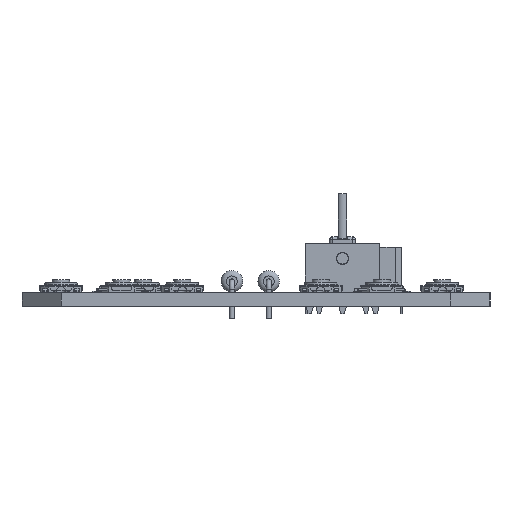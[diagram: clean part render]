
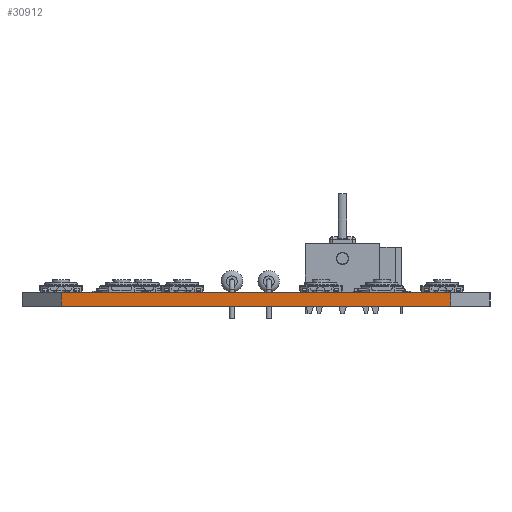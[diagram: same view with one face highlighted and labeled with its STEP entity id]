
A CAD part, front view. The second image highlights one B-rep face of the part: STEP entity #30912.
In plain terms, the highlighted planar face has unit normal (0, -1, 0).
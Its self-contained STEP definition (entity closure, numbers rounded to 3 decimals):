
#28465 = PLANE('',#28466);
#28466 = AXIS2_PLACEMENT_3D('',#28467,#28468,#28469);
#28467 = CARTESIAN_POINT('',(68.185,-68.281,1.58));
#28468 = DIRECTION('',(-0.,-0.,-1.));
#28469 = DIRECTION('',(-1.,0.,0.));
#28493 = PLANE('',#28494);
#28494 = AXIS2_PLACEMENT_3D('',#28495,#28496,#28497);
#28495 = CARTESIAN_POINT('',(94.259,-87.909,0.));
#28496 = DIRECTION('',(0.707,-0.707,0.));
#28497 = DIRECTION('',(-0.707,-0.707,0.));
#28519 = PLANE('',#28520);
#28520 = AXIS2_PLACEMENT_3D('',#28521,#28522,#28523);
#28521 = CARTESIAN_POINT('',(68.185,-68.281,0.));
#28522 = DIRECTION('',(-0.,-0.,-1.));
#28523 = DIRECTION('',(-1.,0.,0.));
#28612 = VERTEX_POINT('',#28613);
#28613 = CARTESIAN_POINT('',(89.764,-92.405,1.58));
#28634 = EDGE_CURVE('',#28635,#28612,#28637,.T.);
#28635 = VERTEX_POINT('',#28636);
#28636 = CARTESIAN_POINT('',(89.764,-92.405,0.));
#28637 = SURFACE_CURVE('',#28638,(#28642,#28649),.PCURVE_S1.);
#28638 = LINE('',#28639,#28640);
#28639 = CARTESIAN_POINT('',(89.764,-92.405,0.));
#28640 = VECTOR('',#28641,1.);
#28641 = DIRECTION('',(0.,0.,1.));
#28642 = PCURVE('',#28493,#28643);
#28643 = DEFINITIONAL_REPRESENTATION('',(#28644),#28648);
#28644 = LINE('',#28645,#28646);
#28645 = CARTESIAN_POINT('',(6.358,0.));
#28646 = VECTOR('',#28647,1.);
#28647 = DIRECTION('',(0.,-1.));
#28648 = ( GEOMETRIC_REPRESENTATION_CONTEXT(2) 
PARAMETRIC_REPRESENTATION_CONTEXT() REPRESENTATION_CONTEXT('2D SPACE',''
  ) );
#28649 = PCURVE('',#28650,#28655);
#28650 = PLANE('',#28651);
#28651 = AXIS2_PLACEMENT_3D('',#28652,#28653,#28654);
#28652 = CARTESIAN_POINT('',(89.764,-92.405,0.));
#28653 = DIRECTION('',(0.,-1.,0.));
#28654 = DIRECTION('',(-1.,0.,0.));
#28655 = DEFINITIONAL_REPRESENTATION('',(#28656),#28660);
#28656 = LINE('',#28657,#28658);
#28657 = CARTESIAN_POINT('',(0.,-0.));
#28658 = VECTOR('',#28659,1.);
#28659 = DIRECTION('',(0.,-1.));
#28660 = ( GEOMETRIC_REPRESENTATION_CONTEXT(2) 
PARAMETRIC_REPRESENTATION_CONTEXT() REPRESENTATION_CONTEXT('2D SPACE',''
  ) );
#28688 = EDGE_CURVE('',#28635,#28689,#28691,.T.);
#28689 = VERTEX_POINT('',#28690);
#28690 = CARTESIAN_POINT('',(44.806,-92.405,0.));
#28691 = SURFACE_CURVE('',#28692,(#28696,#28703),.PCURVE_S1.);
#28692 = LINE('',#28693,#28694);
#28693 = CARTESIAN_POINT('',(89.764,-92.405,0.));
#28694 = VECTOR('',#28695,1.);
#28695 = DIRECTION('',(-1.,0.,0.));
#28696 = PCURVE('',#28519,#28697);
#28697 = DEFINITIONAL_REPRESENTATION('',(#28698),#28702);
#28698 = LINE('',#28699,#28700);
#28699 = CARTESIAN_POINT('',(-21.579,-24.124));
#28700 = VECTOR('',#28701,1.);
#28701 = DIRECTION('',(1.,0.));
#28702 = ( GEOMETRIC_REPRESENTATION_CONTEXT(2) 
PARAMETRIC_REPRESENTATION_CONTEXT() REPRESENTATION_CONTEXT('2D SPACE',''
  ) );
#28703 = PCURVE('',#28650,#28704);
#28704 = DEFINITIONAL_REPRESENTATION('',(#28705),#28709);
#28705 = LINE('',#28706,#28707);
#28706 = CARTESIAN_POINT('',(0.,-0.));
#28707 = VECTOR('',#28708,1.);
#28708 = DIRECTION('',(1.,0.));
#28709 = ( GEOMETRIC_REPRESENTATION_CONTEXT(2) 
PARAMETRIC_REPRESENTATION_CONTEXT() REPRESENTATION_CONTEXT('2D SPACE',''
  ) );
#28727 = PLANE('',#28728);
#28728 = AXIS2_PLACEMENT_3D('',#28729,#28730,#28731);
#28729 = CARTESIAN_POINT('',(44.806,-92.405,0.));
#28730 = DIRECTION('',(-0.707,-0.707,0.));
#28731 = DIRECTION('',(-0.707,0.707,0.));
#29872 = EDGE_CURVE('',#28612,#29873,#29875,.T.);
#29873 = VERTEX_POINT('',#29874);
#29874 = CARTESIAN_POINT('',(44.806,-92.405,1.58));
#29875 = SURFACE_CURVE('',#29876,(#29880,#29887),.PCURVE_S1.);
#29876 = LINE('',#29877,#29878);
#29877 = CARTESIAN_POINT('',(89.764,-92.405,1.58));
#29878 = VECTOR('',#29879,1.);
#29879 = DIRECTION('',(-1.,0.,0.));
#29880 = PCURVE('',#28465,#29881);
#29881 = DEFINITIONAL_REPRESENTATION('',(#29882),#29886);
#29882 = LINE('',#29883,#29884);
#29883 = CARTESIAN_POINT('',(-21.579,-24.124));
#29884 = VECTOR('',#29885,1.);
#29885 = DIRECTION('',(1.,0.));
#29886 = ( GEOMETRIC_REPRESENTATION_CONTEXT(2) 
PARAMETRIC_REPRESENTATION_CONTEXT() REPRESENTATION_CONTEXT('2D SPACE',''
  ) );
#29887 = PCURVE('',#28650,#29888);
#29888 = DEFINITIONAL_REPRESENTATION('',(#29889),#29893);
#29889 = LINE('',#29890,#29891);
#29890 = CARTESIAN_POINT('',(0.,-1.58));
#29891 = VECTOR('',#29892,1.);
#29892 = DIRECTION('',(1.,0.));
#29893 = ( GEOMETRIC_REPRESENTATION_CONTEXT(2) 
PARAMETRIC_REPRESENTATION_CONTEXT() REPRESENTATION_CONTEXT('2D SPACE',''
  ) );
#30912 = ADVANCED_FACE('',(#30913),#28650,.T.);
#30913 = FACE_BOUND('',#30914,.T.);
#30914 = EDGE_LOOP('',(#30915,#30916,#30917,#30938));
#30915 = ORIENTED_EDGE('',*,*,#28634,.T.);
#30916 = ORIENTED_EDGE('',*,*,#29872,.T.);
#30917 = ORIENTED_EDGE('',*,*,#30918,.F.);
#30918 = EDGE_CURVE('',#28689,#29873,#30919,.T.);
#30919 = SURFACE_CURVE('',#30920,(#30924,#30931),.PCURVE_S1.);
#30920 = LINE('',#30921,#30922);
#30921 = CARTESIAN_POINT('',(44.806,-92.405,0.));
#30922 = VECTOR('',#30923,1.);
#30923 = DIRECTION('',(0.,0.,1.));
#30924 = PCURVE('',#28650,#30925);
#30925 = DEFINITIONAL_REPRESENTATION('',(#30926),#30930);
#30926 = LINE('',#30927,#30928);
#30927 = CARTESIAN_POINT('',(44.958,0.));
#30928 = VECTOR('',#30929,1.);
#30929 = DIRECTION('',(0.,-1.));
#30930 = ( GEOMETRIC_REPRESENTATION_CONTEXT(2) 
PARAMETRIC_REPRESENTATION_CONTEXT() REPRESENTATION_CONTEXT('2D SPACE',''
  ) );
#30931 = PCURVE('',#28727,#30932);
#30932 = DEFINITIONAL_REPRESENTATION('',(#30933),#30937);
#30933 = LINE('',#30934,#30935);
#30934 = CARTESIAN_POINT('',(0.,0.));
#30935 = VECTOR('',#30936,1.);
#30936 = DIRECTION('',(0.,-1.));
#30937 = ( GEOMETRIC_REPRESENTATION_CONTEXT(2) 
PARAMETRIC_REPRESENTATION_CONTEXT() REPRESENTATION_CONTEXT('2D SPACE',''
  ) );
#30938 = ORIENTED_EDGE('',*,*,#28688,.F.);
